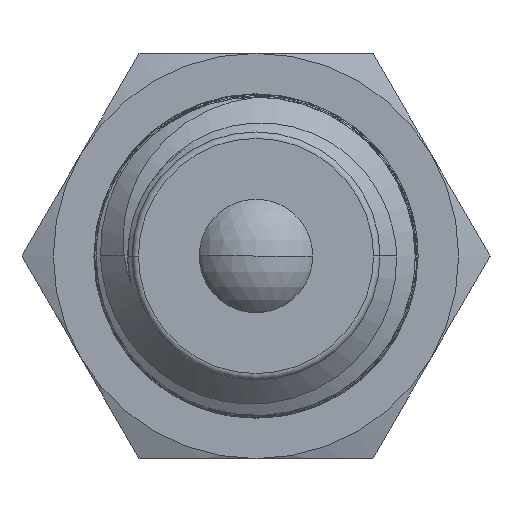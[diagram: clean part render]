
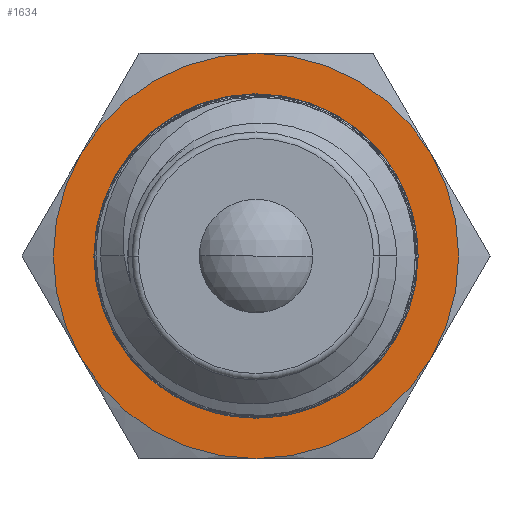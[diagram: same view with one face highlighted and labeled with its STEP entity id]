
A CAD part, front view. The second image highlights one B-rep face of the part: STEP entity #1634.
In plain terms, the highlighted planar face has unit normal (0, -1, 0).
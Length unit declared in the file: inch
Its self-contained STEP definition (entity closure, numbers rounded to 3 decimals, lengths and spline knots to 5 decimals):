
#40 = CARTESIAN_POINT ( 'NONE',  ( -0.125, 0., 0. ) ) ;
#50 = VERTEX_POINT ( 'NONE', #2003 ) ;
#84 = ORIENTED_EDGE ( 'NONE', *, *, #670, .F. ) ;
#107 = DIRECTION ( 'NONE',  ( 0., 0., -1. ) ) ;
#114 = DIRECTION ( 'NONE',  ( 0., -1., 0. ) ) ;
#119 = VERTEX_POINT ( 'NONE', #1393 ) ;
#157 = CIRCLE ( 'NONE', #1519, 0.15625 ) ;
#213 = EDGE_LOOP ( 'NONE', ( #84, #2248 ) ) ;
#222 = CARTESIAN_POINT ( 'NONE',  ( -0.13532, 0., 0.07812 ) ) ;
#270 = CARTESIAN_POINT ( 'NONE',  ( 0., 0., 0. ) ) ;
#312 = DIRECTION ( 'NONE',  ( 0., 0., -1. ) ) ;
#335 = DIRECTION ( 'NONE',  ( 0., 0., 1. ) ) ;
#374 = AXIS2_PLACEMENT_3D ( 'NONE', #2611, #1278, #870 ) ;
#428 = CIRCLE ( 'NONE', #666, 0.15625 ) ;
#430 = PLANE ( 'NONE',  #374 ) ;
#470 = CIRCLE ( 'NONE', #1169, 0.15625 ) ;
#546 = CARTESIAN_POINT ( 'NONE',  ( 0., 0., 0. ) ) ;
#595 = EDGE_CURVE ( 'NONE', #2826, #1009, #684, .T. ) ;
#666 = AXIS2_PLACEMENT_3D ( 'NONE', #546, #740, #312 ) ;
#670 = EDGE_CURVE ( 'NONE', #1009, #2826, #1760, .T. ) ;
#678 = ORIENTED_EDGE ( 'NONE', *, *, #2413, .T. ) ;
#684 = CIRCLE ( 'NONE', #2139, 0.125 ) ;
#730 = DIRECTION ( 'NONE',  ( 0., 0., -1. ) ) ;
#740 = DIRECTION ( 'NONE',  ( 0., -1., 0. ) ) ;
#751 = DIRECTION ( 'NONE',  ( 0., -1., 0. ) ) ;
#808 = CARTESIAN_POINT ( 'NONE',  ( 0.13532, 0., 0.07813 ) ) ;
#870 = DIRECTION ( 'NONE',  ( 0., 0., 1. ) ) ;
#923 = EDGE_CURVE ( 'NONE', #2717, #1372, #157, .T. ) ;
#1009 = VERTEX_POINT ( 'NONE', #40 ) ;
#1064 = AXIS2_PLACEMENT_3D ( 'NONE', #2346, #114, #335 ) ;
#1089 = CARTESIAN_POINT ( 'NONE',  ( 0., 0., 0. ) ) ;
#1092 = FACE_BOUND ( 'NONE', #213, .T. ) ;
#1159 = VERTEX_POINT ( 'NONE', #1897 ) ;
#1169 = AXIS2_PLACEMENT_3D ( 'NONE', #1884, #2101, #107 ) ;
#1202 = DIRECTION ( 'NONE',  ( 0., 0., 1. ) ) ;
#1227 = ORIENTED_EDGE ( 'NONE', *, *, #1902, .T. ) ;
#1243 = ORIENTED_EDGE ( 'NONE', *, *, #923, .T. ) ;
#1278 = DIRECTION ( 'NONE',  ( 0., 1., 0. ) ) ;
#1310 = DIRECTION ( 'NONE',  ( 0., -1., 0. ) ) ;
#1372 = VERTEX_POINT ( 'NONE', #2157 ) ;
#1374 = ORIENTED_EDGE ( 'NONE', *, *, #1601, .T. ) ;
#1393 = CARTESIAN_POINT ( 'NONE',  ( 0., 0., 0.15625 ) ) ;
#1464 = AXIS2_PLACEMENT_3D ( 'NONE', #270, #2055, #730 ) ;
#1519 = AXIS2_PLACEMENT_3D ( 'NONE', #2642, #1310, #1770 ) ;
#1601 = EDGE_CURVE ( 'NONE', #1159, #1929, #2365, .T. ) ;
#1634 = ADVANCED_FACE ( 'NONE', ( #1092, #1761 ), #430, .F. ) ;
#1642 = EDGE_CURVE ( 'NONE', #1929, #119, #1725, .T. ) ;
#1725 = CIRCLE ( 'NONE', #1845, 0.15625 ) ;
#1745 = CARTESIAN_POINT ( 'NONE',  ( 0., 0., 0. ) ) ;
#1758 = DIRECTION ( 'NONE',  ( 0., -1., 0. ) ) ;
#1760 = CIRCLE ( 'NONE', #1064, 0.125 ) ;
#1761 = FACE_OUTER_BOUND ( 'NONE', #2530, .T. ) ;
#1770 = DIRECTION ( 'NONE',  ( 0., 0., -1. ) ) ;
#1845 = AXIS2_PLACEMENT_3D ( 'NONE', #1089, #2838, #1988 ) ;
#1884 = CARTESIAN_POINT ( 'NONE',  ( 0., 0., 0. ) ) ;
#1897 = CARTESIAN_POINT ( 'NONE',  ( 0.13532, 0., -0.07813 ) ) ;
#1902 = EDGE_CURVE ( 'NONE', #1372, #50, #470, .T. ) ;
#1929 = VERTEX_POINT ( 'NONE', #808 ) ;
#1932 = AXIS2_PLACEMENT_3D ( 'NONE', #1745, #1758, #1955 ) ;
#1955 = DIRECTION ( 'NONE',  ( 0., 0., -1. ) ) ;
#1988 = DIRECTION ( 'NONE',  ( 0., 0., -1. ) ) ;
#2003 = CARTESIAN_POINT ( 'NONE',  ( 0., 0., -0.15625 ) ) ;
#2028 = ORIENTED_EDGE ( 'NONE', *, *, #2879, .T. ) ;
#2055 = DIRECTION ( 'NONE',  ( 0., -1., 0. ) ) ;
#2101 = DIRECTION ( 'NONE',  ( 0., -1., 0. ) ) ;
#2107 = CARTESIAN_POINT ( 'NONE',  ( 0.125, 0., 0. ) ) ;
#2139 = AXIS2_PLACEMENT_3D ( 'NONE', #2302, #751, #1202 ) ;
#2157 = CARTESIAN_POINT ( 'NONE',  ( -0.13532, 0., -0.07813 ) ) ;
#2245 = ORIENTED_EDGE ( 'NONE', *, *, #1642, .T. ) ;
#2248 = ORIENTED_EDGE ( 'NONE', *, *, #595, .F. ) ;
#2302 = CARTESIAN_POINT ( 'NONE',  ( 0., 0., 0. ) ) ;
#2346 = CARTESIAN_POINT ( 'NONE',  ( 0., 0., 0. ) ) ;
#2360 = CIRCLE ( 'NONE', #1464, 0.15625 ) ;
#2365 = CIRCLE ( 'NONE', #1932, 0.15625 ) ;
#2413 = EDGE_CURVE ( 'NONE', #50, #1159, #428, .T. ) ;
#2530 = EDGE_LOOP ( 'NONE', ( #2245, #2028, #1243, #1227, #678, #1374 ) ) ;
#2611 = CARTESIAN_POINT ( 'NONE',  ( 0., 0., 0. ) ) ;
#2642 = CARTESIAN_POINT ( 'NONE',  ( 0., 0., 0. ) ) ;
#2717 = VERTEX_POINT ( 'NONE', #222 ) ;
#2826 = VERTEX_POINT ( 'NONE', #2107 ) ;
#2838 = DIRECTION ( 'NONE',  ( 0., -1., 0. ) ) ;
#2879 = EDGE_CURVE ( 'NONE', #119, #2717, #2360, .T. ) ;
